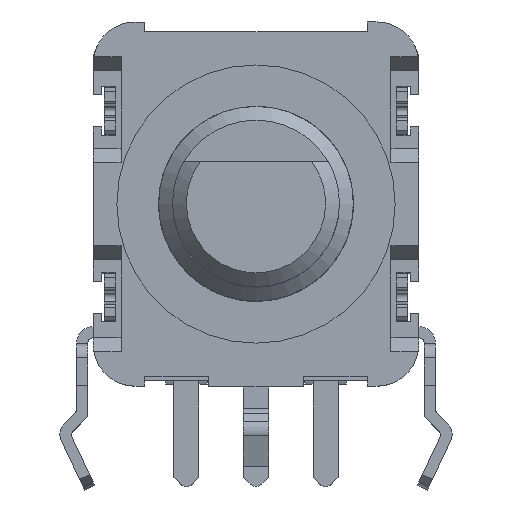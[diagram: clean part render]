
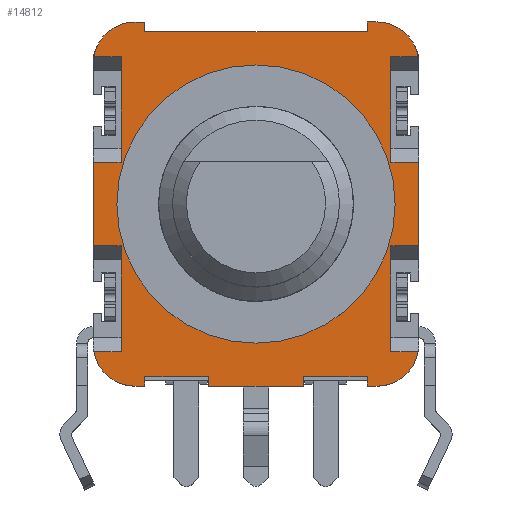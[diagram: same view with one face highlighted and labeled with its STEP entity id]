
A CAD part, top view. The second image highlights one B-rep face of the part: STEP entity #14812.
In plain terms, the highlighted planar face has unit normal (0, 0, 1).
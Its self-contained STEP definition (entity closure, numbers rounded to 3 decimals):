
#228=FACE_BOUND($,#2447,.T.);
#229=FACE_BOUND($,#2448,.T.);
#863=CIRCLE($,#16041,5.);
#864=CIRCLE($,#16043,1.5);
#865=CIRCLE($,#16044,1.5);
#866=CIRCLE($,#16045,1.5);
#867=CIRCLE($,#16046,1.5);
#2447=EDGE_LOOP($,(#12843));
#2448=EDGE_LOOP($,(#12844,#12845,#12846,#12847,#12848,#12849,#12850,#12851,
#12852,#12853,#12854,#12855,#12856,#12857,#12858,#12859,#12860,#12861,#12862,
#12863,#12864,#12865,#12866,#12867,#12868,#12869,#12870,#12871,#12872,#12873,
#12874,#12875));
#3933=LINE($,#24750,#5541);
#3934=LINE($,#24752,#5542);
#3935=LINE($,#24754,#5543);
#3936=LINE($,#24756,#5544);
#3937=LINE($,#24758,#5545);
#3938=LINE($,#24760,#5546);
#3939=LINE($,#24762,#5547);
#3940=LINE($,#24766,#5548);
#3941=LINE($,#24768,#5549);
#3942=LINE($,#24770,#5550);
#3943=LINE($,#24772,#5551);
#3944=LINE($,#24774,#5552);
#3945=LINE($,#24778,#5553);
#3946=LINE($,#24780,#5554);
#3947=LINE($,#24782,#5555);
#3948=LINE($,#24784,#5556);
#3949=LINE($,#24786,#5557);
#3950=LINE($,#24788,#5558);
#3951=LINE($,#24790,#5559);
#3952=LINE($,#24794,#5560);
#3953=LINE($,#24796,#5561);
#3954=LINE($,#24798,#5562);
#3955=LINE($,#24800,#5563);
#3956=LINE($,#24802,#5564);
#3957=LINE($,#24804,#5565);
#3958=LINE($,#24806,#5566);
#3959=LINE($,#24808,#5567);
#3960=LINE($,#24810,#5568);
#5541=VECTOR($,#19751,0.978);
#5542=VECTOR($,#19752,3.8);
#5543=VECTOR($,#19753,1.);
#5544=VECTOR($,#19754,3.);
#5545=VECTOR($,#19755,1.);
#5546=VECTOR($,#19756,3.8);
#5547=VECTOR($,#19757,0.978);
#5548=VECTOR($,#19760,0.35);
#5549=VECTOR($,#19761,0.345);
#5550=VECTOR($,#19762,8.);
#5551=VECTOR($,#19763,0.345);
#5552=VECTOR($,#19764,0.35);
#5553=VECTOR($,#19767,0.978);
#5554=VECTOR($,#19768,3.8);
#5555=VECTOR($,#19769,1.);
#5556=VECTOR($,#19770,3.);
#5557=VECTOR($,#19771,1.);
#5558=VECTOR($,#19772,3.8);
#5559=VECTOR($,#19773,0.978);
#5560=VECTOR($,#19776,0.35);
#5561=VECTOR($,#19777,0.345);
#5562=VECTOR($,#19778,2.3);
#5563=VECTOR($,#19779,0.345);
#5564=VECTOR($,#19780,3.4);
#5565=VECTOR($,#19781,0.345);
#5566=VECTOR($,#19782,2.3);
#5567=VECTOR($,#19783,0.345);
#5568=VECTOR($,#19784,0.35);
#6990=VERTEX_POINT($,#24745);
#6991=VERTEX_POINT($,#24748);
#6992=VERTEX_POINT($,#24749);
#6993=VERTEX_POINT($,#24751);
#6994=VERTEX_POINT($,#24753);
#6995=VERTEX_POINT($,#24755);
#6996=VERTEX_POINT($,#24757);
#6997=VERTEX_POINT($,#24759);
#6998=VERTEX_POINT($,#24761);
#6999=VERTEX_POINT($,#24763);
#7000=VERTEX_POINT($,#24765);
#7001=VERTEX_POINT($,#24767);
#7002=VERTEX_POINT($,#24769);
#7003=VERTEX_POINT($,#24771);
#7004=VERTEX_POINT($,#24773);
#7005=VERTEX_POINT($,#24775);
#7006=VERTEX_POINT($,#24777);
#7007=VERTEX_POINT($,#24779);
#7008=VERTEX_POINT($,#24781);
#7009=VERTEX_POINT($,#24783);
#7010=VERTEX_POINT($,#24785);
#7011=VERTEX_POINT($,#24787);
#7012=VERTEX_POINT($,#24789);
#7013=VERTEX_POINT($,#24791);
#7014=VERTEX_POINT($,#24793);
#7015=VERTEX_POINT($,#24795);
#7016=VERTEX_POINT($,#24797);
#7017=VERTEX_POINT($,#24799);
#7018=VERTEX_POINT($,#24801);
#7019=VERTEX_POINT($,#24803);
#7020=VERTEX_POINT($,#24805);
#7021=VERTEX_POINT($,#24807);
#7022=VERTEX_POINT($,#24809);
#8978=EDGE_CURVE($,#6990,#6990,#863,.T.);
#8979=EDGE_CURVE($,#6991,#6992,#3933,.T.);
#8980=EDGE_CURVE($,#6992,#6993,#3934,.T.);
#8981=EDGE_CURVE($,#6993,#6994,#3935,.T.);
#8982=EDGE_CURVE($,#6994,#6995,#3936,.T.);
#8983=EDGE_CURVE($,#6995,#6996,#3937,.T.);
#8984=EDGE_CURVE($,#6996,#6997,#3938,.T.);
#8985=EDGE_CURVE($,#6997,#6998,#3939,.T.);
#8986=EDGE_CURVE($,#6998,#6999,#864,.T.);
#8987=EDGE_CURVE($,#6999,#7000,#3940,.T.);
#8988=EDGE_CURVE($,#7000,#7001,#3941,.T.);
#8989=EDGE_CURVE($,#7001,#7002,#3942,.T.);
#8990=EDGE_CURVE($,#7002,#7003,#3943,.T.);
#8991=EDGE_CURVE($,#7003,#7004,#3944,.T.);
#8992=EDGE_CURVE($,#7004,#7005,#865,.T.);
#8993=EDGE_CURVE($,#7005,#7006,#3945,.T.);
#8994=EDGE_CURVE($,#7006,#7007,#3946,.T.);
#8995=EDGE_CURVE($,#7007,#7008,#3947,.T.);
#8996=EDGE_CURVE($,#7008,#7009,#3948,.T.);
#8997=EDGE_CURVE($,#7009,#7010,#3949,.T.);
#8998=EDGE_CURVE($,#7010,#7011,#3950,.T.);
#8999=EDGE_CURVE($,#7011,#7012,#3951,.T.);
#9000=EDGE_CURVE($,#7012,#7013,#866,.T.);
#9001=EDGE_CURVE($,#7013,#7014,#3952,.T.);
#9002=EDGE_CURVE($,#7014,#7015,#3953,.T.);
#9003=EDGE_CURVE($,#7015,#7016,#3954,.T.);
#9004=EDGE_CURVE($,#7016,#7017,#3955,.T.);
#9005=EDGE_CURVE($,#7017,#7018,#3956,.T.);
#9006=EDGE_CURVE($,#7018,#7019,#3957,.T.);
#9007=EDGE_CURVE($,#7019,#7020,#3958,.T.);
#9008=EDGE_CURVE($,#7020,#7021,#3959,.T.);
#9009=EDGE_CURVE($,#7021,#7022,#3960,.T.);
#9010=EDGE_CURVE($,#7022,#6991,#867,.T.);
#12843=ORIENTED_EDGE($,*,*,#8978,.T.);
#12844=ORIENTED_EDGE($,*,*,#8979,.T.);
#12845=ORIENTED_EDGE($,*,*,#8980,.T.);
#12846=ORIENTED_EDGE($,*,*,#8981,.T.);
#12847=ORIENTED_EDGE($,*,*,#8982,.T.);
#12848=ORIENTED_EDGE($,*,*,#8983,.T.);
#12849=ORIENTED_EDGE($,*,*,#8984,.T.);
#12850=ORIENTED_EDGE($,*,*,#8985,.T.);
#12851=ORIENTED_EDGE($,*,*,#8986,.T.);
#12852=ORIENTED_EDGE($,*,*,#8987,.T.);
#12853=ORIENTED_EDGE($,*,*,#8988,.T.);
#12854=ORIENTED_EDGE($,*,*,#8989,.T.);
#12855=ORIENTED_EDGE($,*,*,#8990,.T.);
#12856=ORIENTED_EDGE($,*,*,#8991,.T.);
#12857=ORIENTED_EDGE($,*,*,#8992,.T.);
#12858=ORIENTED_EDGE($,*,*,#8993,.T.);
#12859=ORIENTED_EDGE($,*,*,#8994,.T.);
#12860=ORIENTED_EDGE($,*,*,#8995,.T.);
#12861=ORIENTED_EDGE($,*,*,#8996,.T.);
#12862=ORIENTED_EDGE($,*,*,#8997,.T.);
#12863=ORIENTED_EDGE($,*,*,#8998,.T.);
#12864=ORIENTED_EDGE($,*,*,#8999,.T.);
#12865=ORIENTED_EDGE($,*,*,#9000,.T.);
#12866=ORIENTED_EDGE($,*,*,#9001,.T.);
#12867=ORIENTED_EDGE($,*,*,#9002,.T.);
#12868=ORIENTED_EDGE($,*,*,#9003,.T.);
#12869=ORIENTED_EDGE($,*,*,#9004,.T.);
#12870=ORIENTED_EDGE($,*,*,#9005,.T.);
#12871=ORIENTED_EDGE($,*,*,#9006,.T.);
#12872=ORIENTED_EDGE($,*,*,#9007,.T.);
#12873=ORIENTED_EDGE($,*,*,#9008,.T.);
#12874=ORIENTED_EDGE($,*,*,#9009,.T.);
#12875=ORIENTED_EDGE($,*,*,#9010,.T.);
#14055=PLANE($,#16042);
#14812=ADVANCED_FACE($,(#228,#229),#14055,.T.);
#16041=AXIS2_PLACEMENT_3D($,#24746,#19747,#19748);
#16042=AXIS2_PLACEMENT_3D($,#24747,#19749,#19750);
#16043=AXIS2_PLACEMENT_3D($,#24764,#19758,#19759);
#16044=AXIS2_PLACEMENT_3D($,#24776,#19765,#19766);
#16045=AXIS2_PLACEMENT_3D($,#24792,#19774,#19775);
#16046=AXIS2_PLACEMENT_3D($,#24811,#19785,#19786);
#19747=DIRECTION('center_axis',(0.,0.,-1.));
#19748=DIRECTION('ref_axis',(-1.,0.,0.));
#19749=DIRECTION('center_axis',(0.,0.,1.));
#19750=DIRECTION('ref_axis',(1.,0.,0.));
#19751=DIRECTION($,(-1.,0.,0.));
#19752=DIRECTION($,(0.,1.,0.));
#19753=DIRECTION($,(1.,0.,0.));
#19754=DIRECTION($,(0.,1.,0.));
#19755=DIRECTION($,(-1.,0.,0.));
#19756=DIRECTION($,(0.,1.,0.));
#19757=DIRECTION($,(1.,0.,0.));
#19758=DIRECTION('center_axis',(0.,0.,1.));
#19759=DIRECTION('ref_axis',(1.,0.,0.));
#19760=DIRECTION($,(-1.,0.,0.));
#19761=DIRECTION($,(0.,-1.,0.));
#19762=DIRECTION($,(-1.,0.,0.));
#19763=DIRECTION($,(0.,1.,0.));
#19764=DIRECTION($,(-1.,0.,0.));
#19765=DIRECTION('center_axis',(0.,0.,1.));
#19766=DIRECTION('ref_axis',(0.,1.,0.));
#19767=DIRECTION($,(1.,0.,0.));
#19768=DIRECTION($,(0.,-1.,0.));
#19769=DIRECTION($,(-1.,0.,0.));
#19770=DIRECTION($,(0.,-1.,0.));
#19771=DIRECTION($,(1.,0.,0.));
#19772=DIRECTION($,(0.,-1.,0.));
#19773=DIRECTION($,(-1.,0.,0.));
#19774=DIRECTION('center_axis',(0.,0.,1.));
#19775=DIRECTION('ref_axis',(-1.,0.,0.));
#19776=DIRECTION($,(1.,0.,0.));
#19777=DIRECTION($,(0.,1.,0.));
#19778=DIRECTION($,(1.,0.,0.));
#19779=DIRECTION($,(0.,-1.,0.));
#19780=DIRECTION($,(1.,0.,0.));
#19781=DIRECTION($,(0.,1.,0.));
#19782=DIRECTION($,(1.,0.,0.));
#19783=DIRECTION($,(0.,-1.,0.));
#19784=DIRECTION($,(1.,0.,0.));
#19785=DIRECTION('center_axis',(0.,0.,1.));
#19786=DIRECTION('ref_axis',(0.,-1.,0.));
#24745=CARTESIAN_POINT('',(5.,0.,0.));
#24746=CARTESIAN_POINT('Origin',(0.,0.,0.));
#24747=CARTESIAN_POINT('Origin',(0.,-0.092,0.));
#24748=CARTESIAN_POINT('',(5.828,-5.3,0.));
#24749=CARTESIAN_POINT('',(4.85,-5.3,0.));
#24750=CARTESIAN_POINT($,(5.828,-5.3,0.));
#24751=CARTESIAN_POINT('',(4.85,-1.5,0.));
#24752=CARTESIAN_POINT($,(4.85,-5.3,0.));
#24753=CARTESIAN_POINT('',(5.85,-1.5,0.));
#24754=CARTESIAN_POINT($,(4.85,-1.5,0.));
#24755=CARTESIAN_POINT('',(5.85,1.5,0.));
#24756=CARTESIAN_POINT($,(5.85,-1.5,0.));
#24757=CARTESIAN_POINT('',(4.85,1.5,0.));
#24758=CARTESIAN_POINT($,(5.85,1.5,0.));
#24759=CARTESIAN_POINT('',(4.85,5.3,0.));
#24760=CARTESIAN_POINT($,(4.85,1.5,0.));
#24761=CARTESIAN_POINT('',(5.828,5.3,0.));
#24762=CARTESIAN_POINT($,(4.85,5.3,0.));
#24763=CARTESIAN_POINT('',(4.35,6.545,0.));
#24764=CARTESIAN_POINT('Origin',(4.35,5.045,0.));
#24765=CARTESIAN_POINT('',(4.,6.545,0.));
#24766=CARTESIAN_POINT($,(4.35,6.545,0.));
#24767=CARTESIAN_POINT('',(4.,6.2,0.));
#24768=CARTESIAN_POINT($,(4.,6.545,0.));
#24769=CARTESIAN_POINT('',(-4.,6.2,0.));
#24770=CARTESIAN_POINT($,(4.,6.2,0.));
#24771=CARTESIAN_POINT('',(-4.,6.545,0.));
#24772=CARTESIAN_POINT($,(-4.,6.2,0.));
#24773=CARTESIAN_POINT('',(-4.35,6.545,0.));
#24774=CARTESIAN_POINT($,(-4.,6.545,0.));
#24775=CARTESIAN_POINT('',(-5.828,5.3,0.));
#24776=CARTESIAN_POINT('Origin',(-4.35,5.045,0.));
#24777=CARTESIAN_POINT('',(-4.85,5.3,0.));
#24778=CARTESIAN_POINT($,(-5.828,5.3,0.));
#24779=CARTESIAN_POINT('',(-4.85,1.5,0.));
#24780=CARTESIAN_POINT($,(-4.85,5.3,0.));
#24781=CARTESIAN_POINT('',(-5.85,1.5,0.));
#24782=CARTESIAN_POINT($,(-4.85,1.5,0.));
#24783=CARTESIAN_POINT('',(-5.85,-1.5,0.));
#24784=CARTESIAN_POINT($,(-5.85,1.5,0.));
#24785=CARTESIAN_POINT('',(-4.85,-1.5,0.));
#24786=CARTESIAN_POINT($,(-5.85,-1.5,0.));
#24787=CARTESIAN_POINT('',(-4.85,-5.3,0.));
#24788=CARTESIAN_POINT($,(-4.85,-1.5,0.));
#24789=CARTESIAN_POINT('',(-5.828,-5.3,0.));
#24790=CARTESIAN_POINT($,(-4.85,-5.3,0.));
#24791=CARTESIAN_POINT('',(-4.35,-6.545,0.));
#24792=CARTESIAN_POINT('Origin',(-4.35,-5.045,0.));
#24793=CARTESIAN_POINT('',(-4.,-6.545,0.));
#24794=CARTESIAN_POINT($,(-4.35,-6.545,0.));
#24795=CARTESIAN_POINT('',(-4.,-6.2,0.));
#24796=CARTESIAN_POINT($,(-4.,-6.545,0.));
#24797=CARTESIAN_POINT('',(-1.7,-6.2,0.));
#24798=CARTESIAN_POINT($,(-4.,-6.2,0.));
#24799=CARTESIAN_POINT('',(-1.7,-6.545,0.));
#24800=CARTESIAN_POINT($,(-1.7,-6.2,0.));
#24801=CARTESIAN_POINT('',(1.7,-6.545,0.));
#24802=CARTESIAN_POINT($,(-1.7,-6.545,0.));
#24803=CARTESIAN_POINT('',(1.7,-6.2,0.));
#24804=CARTESIAN_POINT($,(1.7,-6.545,0.));
#24805=CARTESIAN_POINT('',(4.,-6.2,0.));
#24806=CARTESIAN_POINT($,(1.7,-6.2,0.));
#24807=CARTESIAN_POINT('',(4.,-6.545,0.));
#24808=CARTESIAN_POINT($,(4.,-6.2,0.));
#24809=CARTESIAN_POINT('',(4.35,-6.545,0.));
#24810=CARTESIAN_POINT($,(4.,-6.545,0.));
#24811=CARTESIAN_POINT('Origin',(4.35,-5.045,0.));
